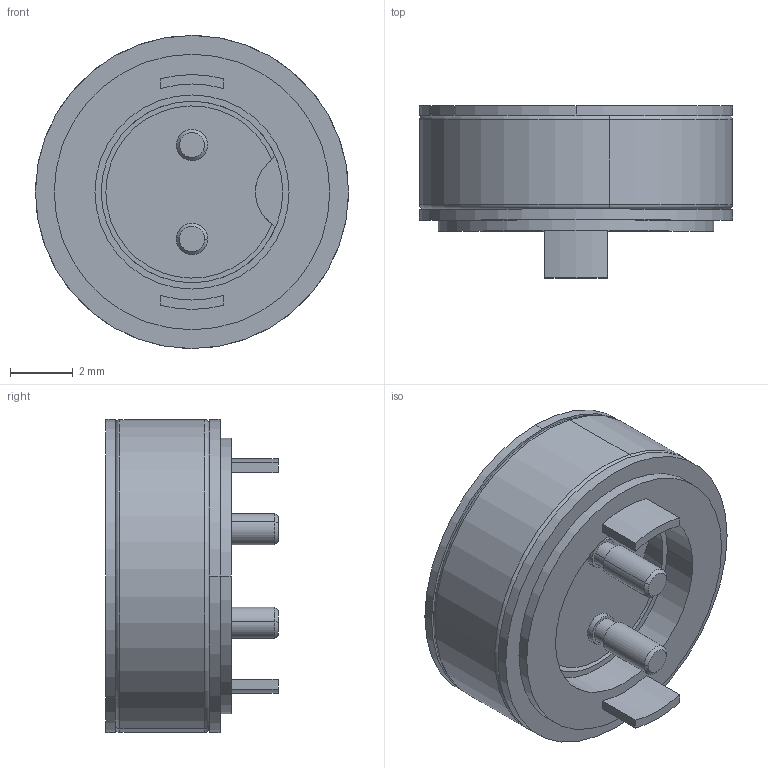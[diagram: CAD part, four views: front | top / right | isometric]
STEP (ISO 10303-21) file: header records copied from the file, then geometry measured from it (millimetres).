
FILE_DESCRIPTION (( 'STEP AP203' ), '1' );
FILE_NAME ('686-A03222001D1.STEP', '2023-02-03T17:03:40', ( 'Magnum' ), ( '' ), 'SwSTEP 2.0', 'SolidWorks 2020', '' );
FILE_SCHEMA (( 'CONFIG_CONTROL_DESIGN' ));
Length unit declared in the file: millimetre
Products named in the file (1): 686-A03222001D1
Bounding box: 10 x 5.5 x 10 mm (x, y, z)
Volume: 252.2 mm3; surface area: 534.1 mm2
Topology: 1 solids, 3 shells, 137 faces, 335 edges, 214 vertices
Faces by surface type: cylinder 72, plane 45, cone 12, torus 8
Entity records: 4228 total; most frequent: DIRECTION 829, CARTESIAN_POINT 687, ORIENTED_EDGE 670, AXIS2_PLACEMENT_3D 356, EDGE_CURVE 335, CIRCLE 218, VERTEX_POINT 214, EDGE_LOOP 163
